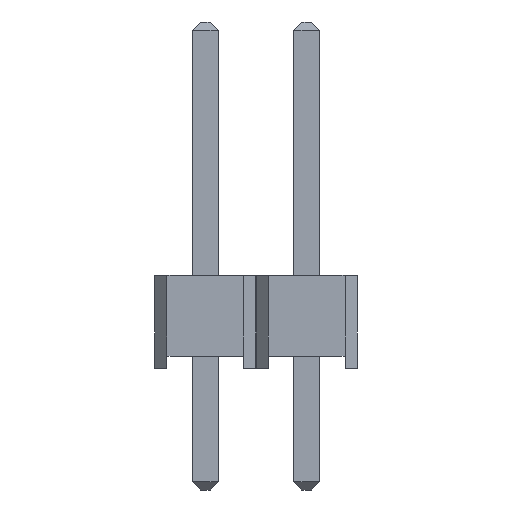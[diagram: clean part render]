
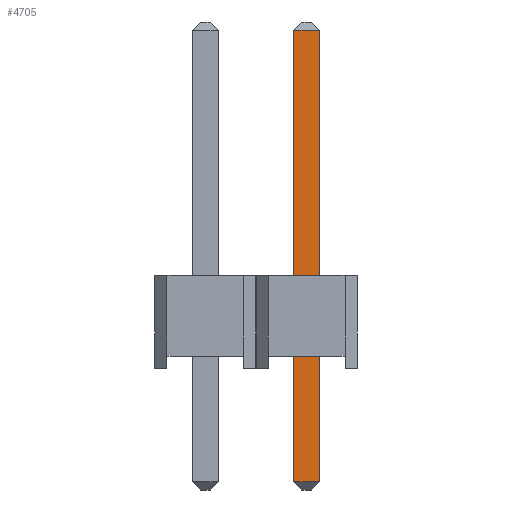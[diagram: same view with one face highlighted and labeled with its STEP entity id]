
A CAD part, left-side view. The second image highlights one B-rep face of the part: STEP entity #4705.
In plain terms, the highlighted planar face has unit normal (-1, 0, 0).
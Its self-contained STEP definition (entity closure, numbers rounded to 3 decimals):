
#187=FACE_OUTER_BOUND('',#475,.T.);
#475=EDGE_LOOP('',(#3427,#3428,#3429,#3430));
#877=LINE('',#6880,#1525);
#888=LINE('',#6902,#1536);
#889=LINE('',#6904,#1537);
#890=LINE('',#6905,#1538);
#1525=VECTOR('',#5627,1000.);
#1536=VECTOR('',#5646,1000.);
#1537=VECTOR('',#5647,1000.);
#1538=VECTOR('',#5648,1000.);
#2089=VERTEX_POINT('',#6877);
#2090=VERTEX_POINT('',#6879);
#2097=VERTEX_POINT('',#6901);
#2098=VERTEX_POINT('',#6903);
#2569=EDGE_CURVE('',#2089,#2090,#877,.T.);
#2580=EDGE_CURVE('',#2089,#2097,#888,.T.);
#2581=EDGE_CURVE('',#2097,#2098,#889,.T.);
#2582=EDGE_CURVE('',#2098,#2090,#890,.T.);
#3427=ORIENTED_EDGE('',*,*,#2569,.F.);
#3428=ORIENTED_EDGE('',*,*,#2580,.T.);
#3429=ORIENTED_EDGE('',*,*,#2581,.T.);
#3430=ORIENTED_EDGE('',*,*,#2582,.T.);
#4417=PLANE('',#5036);
#4705=ADVANCED_FACE('',(#187),#4417,.T.);
#5036=AXIS2_PLACEMENT_3D('',#6900,#5644,#5645);
#5627=DIRECTION('',(0.,0.,1.));
#5644=DIRECTION('center_axis',(-1.,0.,0.));
#5645=DIRECTION('ref_axis',(0.,0.,1.));
#5646=DIRECTION('',(0.,-1.,0.));
#5647=DIRECTION('',(0.,0.,1.));
#5648=DIRECTION('',(0.,1.,0.));
#6877=CARTESIAN_POINT('',(-0.32,0.32,-2.8));
#6879=CARTESIAN_POINT('',(-0.32,0.32,8.34));
#6880=CARTESIAN_POINT('',(-0.32,0.32,-3.));
#6900=CARTESIAN_POINT('Origin',(-0.32,-0.32,-3.));
#6901=CARTESIAN_POINT('',(-0.32,-0.32,-2.8));
#6902=CARTESIAN_POINT('',(-0.32,-0.32,-2.8));
#6903=CARTESIAN_POINT('',(-0.32,-0.32,8.34));
#6904=CARTESIAN_POINT('',(-0.32,-0.32,-3.));
#6905=CARTESIAN_POINT('',(-0.32,-0.32,8.34));
